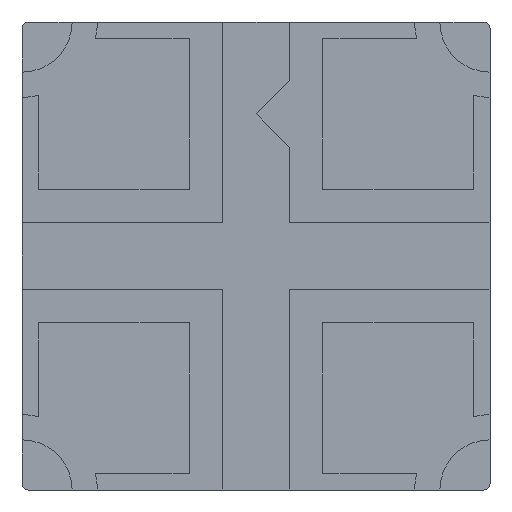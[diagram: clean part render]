
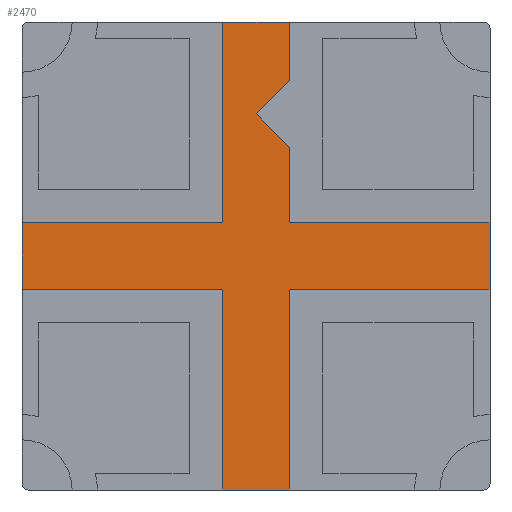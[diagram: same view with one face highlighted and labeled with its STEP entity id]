
A CAD part, front view. The second image highlights one B-rep face of the part: STEP entity #2470.
In plain terms, the highlighted planar face has unit normal (0, -1, 0).
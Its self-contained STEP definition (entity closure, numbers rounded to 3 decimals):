
#24 = EDGE_CURVE ( 'NONE', #469, #2622, #1550, .T. ) ;
#58 = LINE ( 'NONE', #3103, #1026 ) ;
#79 = VECTOR ( 'NONE', #1559, 1000. ) ;
#136 = ORIENTED_EDGE ( 'NONE', *, *, #3216, .T. ) ;
#193 = CARTESIAN_POINT ( 'NONE',  ( -0.1, 0., 0. ) ) ;
#202 = CARTESIAN_POINT ( 'NONE',  ( 0., 0., 0.425 ) ) ;
#245 = DIRECTION ( 'NONE',  ( -0.707, 0., 0.707 ) ) ;
#279 = CARTESIAN_POINT ( 'NONE',  ( 0.7, 0., 0.7 ) ) ;
#288 = DIRECTION ( 'NONE',  ( 1., 0., 0. ) ) ;
#364 = LINE ( 'NONE', #1359, #588 ) ;
#367 = DIRECTION ( 'NONE',  ( 0., 0., 1. ) ) ;
#397 = CARTESIAN_POINT ( 'NONE',  ( 0.1, 0., -0.7 ) ) ;
#469 = VERTEX_POINT ( 'NONE', #202 ) ;
#480 = DIRECTION ( 'NONE',  ( 1., 0., 0. ) ) ;
#504 = CARTESIAN_POINT ( 'NONE',  ( 0.213, 0., 0.212 ) ) ;
#523 = CARTESIAN_POINT ( 'NONE',  ( 0., 0., 0.1 ) ) ;
#548 = CARTESIAN_POINT ( 'NONE',  ( 0.1, 0., 0. ) ) ;
#588 = VECTOR ( 'NONE', #866, 1000. ) ;
#594 = VERTEX_POINT ( 'NONE', #1344 ) ;
#608 = CARTESIAN_POINT ( 'NONE',  ( -0.7, 0., 0.7 ) ) ;
#673 = LINE ( 'NONE', #504, #1372 ) ;
#681 = DIRECTION ( 'NONE',  ( 0., -1., 0. ) ) ;
#717 = VECTOR ( 'NONE', #2401, 1000. ) ;
#797 = VECTOR ( 'NONE', #480, 1000. ) ;
#812 = PLANE ( 'NONE',  #3144 ) ;
#831 = EDGE_CURVE ( 'NONE', #1517, #2331, #2311, .T. ) ;
#839 = CARTESIAN_POINT ( 'NONE',  ( 0., 0., 0.1 ) ) ;
#866 = DIRECTION ( 'NONE',  ( 0., 0., 1. ) ) ;
#874 = DIRECTION ( 'NONE',  ( -1., 0., 0. ) ) ;
#888 = VERTEX_POINT ( 'NONE', #2047 ) ;
#903 = ORIENTED_EDGE ( 'NONE', *, *, #831, .F. ) ;
#914 = CARTESIAN_POINT ( 'NONE',  ( -0.1, 0., 0. ) ) ;
#925 = CARTESIAN_POINT ( 'NONE',  ( -0.7, 0., -0.1 ) ) ;
#944 = CARTESIAN_POINT ( 'NONE',  ( -0.1, 0., -0.7 ) ) ;
#952 = EDGE_CURVE ( 'NONE', #888, #2724, #364, .T. ) ;
#1026 = VECTOR ( 'NONE', #2856, 1000. ) ;
#1049 = ORIENTED_EDGE ( 'NONE', *, *, #1807, .T. ) ;
#1086 = ORIENTED_EDGE ( 'NONE', *, *, #1287, .T. ) ;
#1090 = ORIENTED_EDGE ( 'NONE', *, *, #1265, .F. ) ;
#1104 = LINE ( 'NONE', #1639, #1178 ) ;
#1151 = DIRECTION ( 'NONE',  ( 0., 0., -1. ) ) ;
#1152 = CARTESIAN_POINT ( 'NONE',  ( 0.1, 0., 0.7 ) ) ;
#1159 = EDGE_CURVE ( 'NONE', #2390, #1643, #1782, .T. ) ;
#1178 = VECTOR ( 'NONE', #2206, 1000. ) ;
#1246 = EDGE_CURVE ( 'NONE', #3303, #3229, #2383, .T. ) ;
#1249 = VECTOR ( 'NONE', #2726, 1000. ) ;
#1261 = ORIENTED_EDGE ( 'NONE', *, *, #1159, .F. ) ;
#1265 = EDGE_CURVE ( 'NONE', #1606, #2094, #1317, .T. ) ;
#1287 = EDGE_CURVE ( 'NONE', #1606, #2977, #1104, .T. ) ;
#1315 = ORIENTED_EDGE ( 'NONE', *, *, #952, .T. ) ;
#1317 = LINE ( 'NONE', #2368, #2180 ) ;
#1320 = CARTESIAN_POINT ( 'NONE',  ( 0.1, 0., 0.325 ) ) ;
#1344 = CARTESIAN_POINT ( 'NONE',  ( -0.1, 0., 0.1 ) ) ;
#1348 = DIRECTION ( 'NONE',  ( -1., 0., 0. ) ) ;
#1359 = CARTESIAN_POINT ( 'NONE',  ( 0.1, 0., 0. ) ) ;
#1372 = VECTOR ( 'NONE', #245, 1000. ) ;
#1486 = CARTESIAN_POINT ( 'NONE',  ( 0.1, 0., -0.1 ) ) ;
#1487 = VECTOR ( 'NONE', #2581, 1000. ) ;
#1507 = ORIENTED_EDGE ( 'NONE', *, *, #1246, .T. ) ;
#1517 = VERTEX_POINT ( 'NONE', #2811 ) ;
#1550 = LINE ( 'NONE', #1887, #1568 ) ;
#1559 = DIRECTION ( 'NONE',  ( -1., 0., 0. ) ) ;
#1568 = VECTOR ( 'NONE', #1818, 1000. ) ;
#1606 = VERTEX_POINT ( 'NONE', #397 ) ;
#1639 = CARTESIAN_POINT ( 'NONE',  ( 0.1, 0., 0. ) ) ;
#1643 = VERTEX_POINT ( 'NONE', #1152 ) ;
#1671 = EDGE_CURVE ( 'NONE', #3303, #2636, #1708, .T. ) ;
#1672 = CARTESIAN_POINT ( 'NONE',  ( 0., 0., 0. ) ) ;
#1708 = LINE ( 'NONE', #608, #1753 ) ;
#1753 = VECTOR ( 'NONE', #367, 1000. ) ;
#1782 = LINE ( 'NONE', #2798, #797 ) ;
#1807 = EDGE_CURVE ( 'NONE', #2977, #2331, #58, .T. ) ;
#1818 = DIRECTION ( 'NONE',  ( 0.707, 0., 0.707 ) ) ;
#1872 = CARTESIAN_POINT ( 'NONE',  ( -0.1, 0., 0.7 ) ) ;
#1886 = ORIENTED_EDGE ( 'NONE', *, *, #1671, .F. ) ;
#1887 = CARTESIAN_POINT ( 'NONE',  ( -0.213, 0., 0.213 ) ) ;
#1940 = LINE ( 'NONE', #839, #3309 ) ;
#1992 = ORIENTED_EDGE ( 'NONE', *, *, #3127, .T. ) ;
#2033 = LINE ( 'NONE', #523, #79 ) ;
#2047 = CARTESIAN_POINT ( 'NONE',  ( 0.1, 0., 0.1 ) ) ;
#2061 = EDGE_LOOP ( 'NONE', ( #1507, #2543, #1090, #1086, #1049, #903, #3063, #1315, #136, #2374, #2446, #1261, #2754, #1992, #1886 ) ) ;
#2072 = LINE ( 'NONE', #193, #1487 ) ;
#2094 = VERTEX_POINT ( 'NONE', #944 ) ;
#2137 = LINE ( 'NONE', #548, #717 ) ;
#2180 = VECTOR ( 'NONE', #1348, 1000. ) ;
#2186 = EDGE_CURVE ( 'NONE', #1517, #888, #2033, .T. ) ;
#2206 = DIRECTION ( 'NONE',  ( 0., 0., 1. ) ) ;
#2311 = LINE ( 'NONE', #279, #2658 ) ;
#2323 = CARTESIAN_POINT ( 'NONE',  ( 0.1, 0., 0.525 ) ) ;
#2331 = VERTEX_POINT ( 'NONE', #2779 ) ;
#2368 = CARTESIAN_POINT ( 'NONE',  ( -0.7, 0., -0.7 ) ) ;
#2374 = ORIENTED_EDGE ( 'NONE', *, *, #24, .T. ) ;
#2383 = LINE ( 'NONE', #2602, #3233 ) ;
#2390 = VERTEX_POINT ( 'NONE', #1872 ) ;
#2401 = DIRECTION ( 'NONE',  ( 0., 0., 1. ) ) ;
#2446 = ORIENTED_EDGE ( 'NONE', *, *, #3106, .T. ) ;
#2466 = LINE ( 'NONE', #914, #1249 ) ;
#2470 = ADVANCED_FACE ( 'NONE', ( #2855 ), #812, .T. ) ;
#2516 = EDGE_CURVE ( 'NONE', #2390, #594, #2466, .T. ) ;
#2543 = ORIENTED_EDGE ( 'NONE', *, *, #2594, .T. ) ;
#2581 = DIRECTION ( 'NONE',  ( 0., 0., -1. ) ) ;
#2594 = EDGE_CURVE ( 'NONE', #3229, #2094, #2072, .T. ) ;
#2602 = CARTESIAN_POINT ( 'NONE',  ( 0., 0., -0.1 ) ) ;
#2622 = VERTEX_POINT ( 'NONE', #2323 ) ;
#2636 = VERTEX_POINT ( 'NONE', #3277 ) ;
#2658 = VECTOR ( 'NONE', #3101, 1000. ) ;
#2724 = VERTEX_POINT ( 'NONE', #1320 ) ;
#2726 = DIRECTION ( 'NONE',  ( 0., 0., -1. ) ) ;
#2754 = ORIENTED_EDGE ( 'NONE', *, *, #2516, .T. ) ;
#2779 = CARTESIAN_POINT ( 'NONE',  ( 0.7, 0., -0.1 ) ) ;
#2798 = CARTESIAN_POINT ( 'NONE',  ( -0.7, 0., 0.7 ) ) ;
#2811 = CARTESIAN_POINT ( 'NONE',  ( 0.7, 0., 0.1 ) ) ;
#2855 = FACE_OUTER_BOUND ( 'NONE', #2061, .T. ) ;
#2856 = DIRECTION ( 'NONE',  ( 1., 0., 0. ) ) ;
#2977 = VERTEX_POINT ( 'NONE', #1486 ) ;
#3063 = ORIENTED_EDGE ( 'NONE', *, *, #2186, .T. ) ;
#3083 = CARTESIAN_POINT ( 'NONE',  ( -0.1, 0., -0.1 ) ) ;
#3101 = DIRECTION ( 'NONE',  ( 0., 0., -1. ) ) ;
#3103 = CARTESIAN_POINT ( 'NONE',  ( 0., 0., -0.1 ) ) ;
#3106 = EDGE_CURVE ( 'NONE', #2622, #1643, #2137, .T. ) ;
#3127 = EDGE_CURVE ( 'NONE', #594, #2636, #1940, .T. ) ;
#3144 = AXIS2_PLACEMENT_3D ( 'NONE', #1672, #681, #1151 ) ;
#3216 = EDGE_CURVE ( 'NONE', #2724, #469, #673, .T. ) ;
#3229 = VERTEX_POINT ( 'NONE', #3083 ) ;
#3233 = VECTOR ( 'NONE', #288, 1000. ) ;
#3277 = CARTESIAN_POINT ( 'NONE',  ( -0.7, 0., 0.1 ) ) ;
#3303 = VERTEX_POINT ( 'NONE', #925 ) ;
#3309 = VECTOR ( 'NONE', #874, 1000. ) ;
